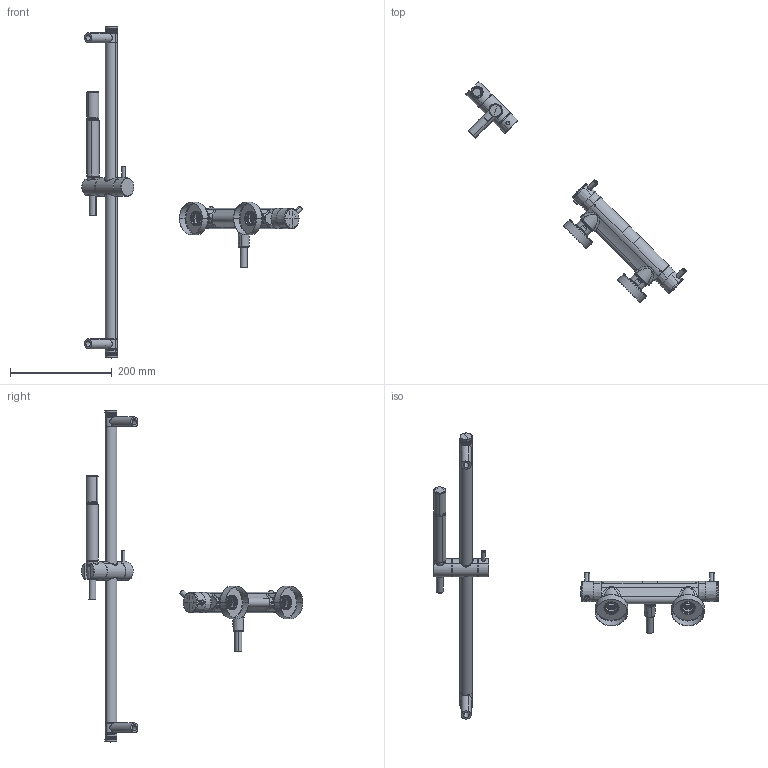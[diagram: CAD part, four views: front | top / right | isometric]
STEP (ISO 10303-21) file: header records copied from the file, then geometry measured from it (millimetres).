
FILE_DESCRIPTION(('CATIA V5 STEP Exchange','CAx-IF Rec.Pracs.--- Model Styling and Organization---1.5--- 2016-08-15','CAx-IF Rec.Pracs.---Supplemental Geometry---1.0---2011-11-01','CAx-IF Rec.Pracs.--- Composite Materials ---3.4---2017-06-13','CAx-IF Rec.Pracs.---Tessellated 3D Geometry---1.0---2015-12-17'),'2;1');
FILE_NAME('LNS01010.stp','2023-01-31T12:49:50+00:00',('none'),('none'),'CATIA Version 5-6 Release 2020 SP2','CATIA V5 STEP AP242 v2','none');
FILE_SCHEMA(('AP242_MANAGED_MODEL_BASED_3D_ENGINEERING_MIM_LF {1 0 10303 442 1 1 4}'));
Length unit declared in the file: millimetre
Products named in the file (4): Product2; PX0007; PR.0408.10_AllCATPart; lnt23016_AllCATPart
Assembly tree (3 placements, depth 2):
  Product2
    PX0007
    PR.0408.10_AllCATPart
    lnt23016_AllCATPart
Bounding box: 431.94 x 434.28 x 651 mm (x, y, z)
Volume: 611187.9 mm3; surface area: 283813.7 mm2
Topology: 33 solids, 42 shells, 1361 faces, 3233 edges, 1952 vertices
Faces by surface type: cylinder 452, torus 235, plane 231, cone 198, bspline 164, sphere 81
Entity records: 46538 total; most frequent: CARTESIAN_POINT 20069, ORIENTED_EDGE 6360, DIRECTION 3589, EDGE_CURVE 3180, AXIS2_PLACEMENT_3D 2060, VERTEX_POINT 1947, EDGE_LOOP 1534, ADVANCED_FACE 1361
